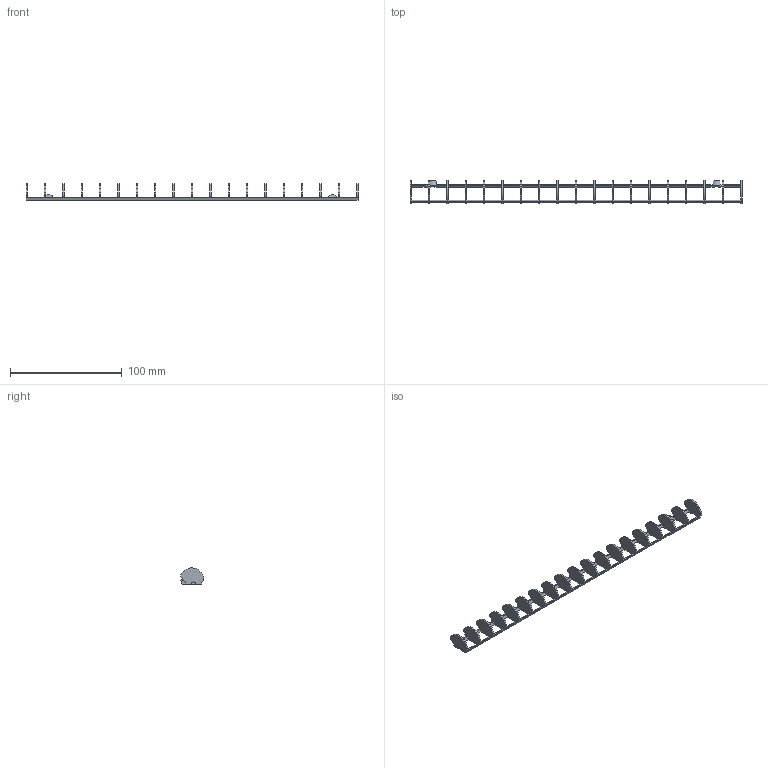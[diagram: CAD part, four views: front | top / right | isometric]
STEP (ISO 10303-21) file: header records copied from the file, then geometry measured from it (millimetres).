
FILE_DESCRIPTION(/* description */ (''),/* implementation_level */ '2;1');
FILE_NAME(/* name */ 'LED Diffuser.step',/* time_stamp */ '2022-05-30T21:48:20+02:00',/* author */ (''),/* organization */ (''),/* preprocessor_version */ 'ST-DEVELOPER v19',/* originating_system */ 'Autodesk Translation Framework v11.7.0.108',/* authorisation */ '');
FILE_SCHEMA (('AUTOMOTIVE_DESIGN { 1 0 10303 214 3 1 1 }'));
Length unit declared in the file: millimetre
Products named in the file (1): Diffuser
Bounding box: 297.2 x 21.26 x 14.54 mm (x, y, z)
Volume: 7149.9 mm3; surface area: 14432.8 mm2
Topology: 1 solids, 1 shells, 196 faces, 590 edges, 374 vertices
Faces by surface type: plane 168, cylinder 28
Entity records: 6589 total; most frequent: ORIENTED_EDGE 1180, CARTESIAN_POINT 1161, DIRECTION 1058, EDGE_CURVE 590, LINE 516, VECTOR 516, VERTEX_POINT 374, AXIS2_PLACEMENT_3D 271
